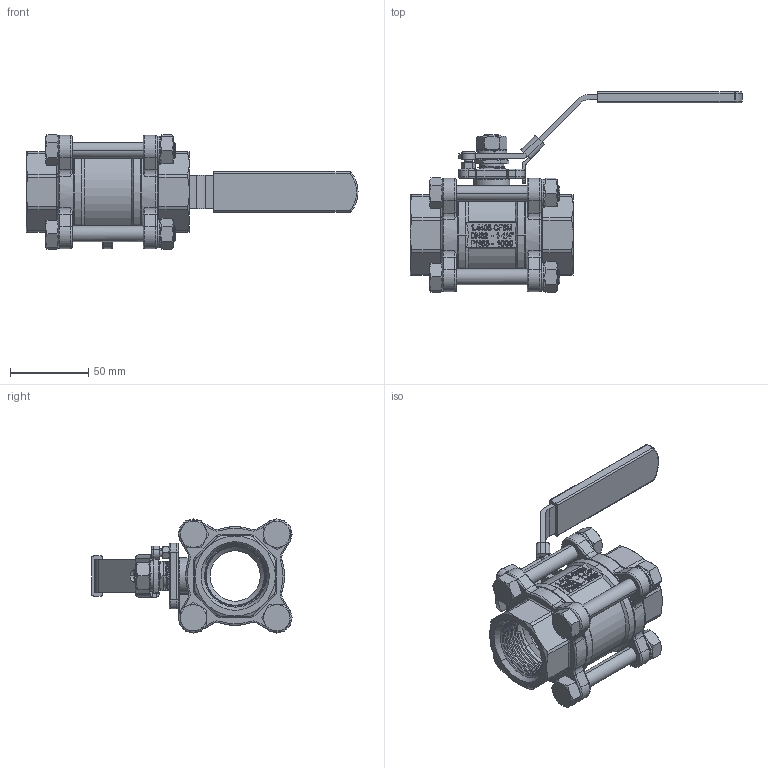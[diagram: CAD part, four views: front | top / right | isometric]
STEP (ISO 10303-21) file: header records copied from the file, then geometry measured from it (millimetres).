
FILE_DESCRIPTION (( 'STEP AP214' ), '1' );
FILE_NAME ('JV-32F 格蘭型(牙口).STEP', '2009-03-05T05:19:40', ( 'Colling' ), ( 'Collings' ), 'SwSTEP 2.0', 'SolidWorks 2005179', '' );
FILE_SCHEMA (( 'AUTOMOTIVE_DESIGN' ));
Length unit declared in the file: millimetre
Products named in the file (1): JV-32F 格蘭型(牙口)
Bounding box: 211.55 x 127.8 x 72.8 mm (x, y, z)
Volume: 210560.5 mm3; surface area: 107820 mm2
Topology: 24 solids, 24 shells, 1621 faces, 4152 edges, 2613 vertices
Faces by surface type: cylinder 537, plane 489, bspline 252, cone 191, torus 136, sphere 16
Entity records: 124867 total; most frequent: CARTESIAN_POINT 71265, ORIENTED_EDGE 8248, DIRECTION 6280, EDGE_CURVE 4124, VERTEX_POINT 2613, AXIS2_PLACEMENT_3D 2270, EDGE_LOOP 1743, VECTOR 1740
